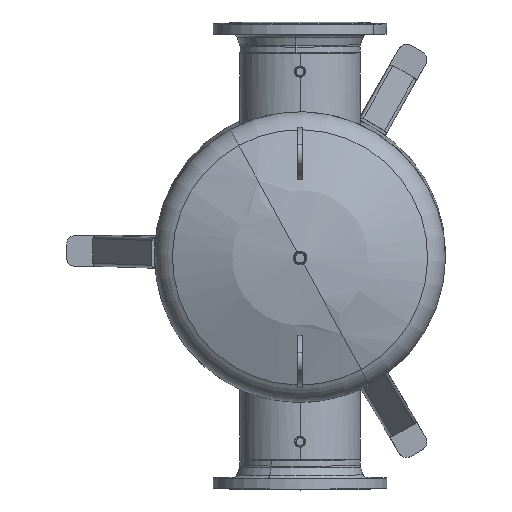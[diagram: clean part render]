
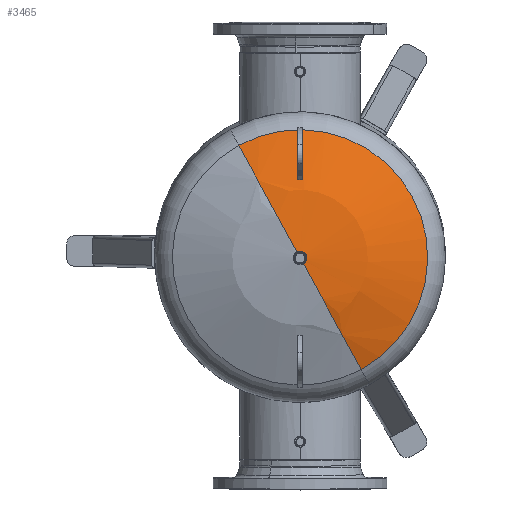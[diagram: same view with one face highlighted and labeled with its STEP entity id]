
A CAD part, top view. The second image highlights one B-rep face of the part: STEP entity #3465.
In plain terms, the highlighted spherical face has radius 652.4 mm.
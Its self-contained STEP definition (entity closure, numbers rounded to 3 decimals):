
#3363=CARTESIAN_POINT('Vertex',(-84.759,-901.528,332.633)) ;
#3366=CARTESIAN_POINT('Axis2P3D Location',(-223.771,-647.083,335.391)) ;
#3370=CARTESIAN_POINT('Vertex',(-362.783,-392.638,338.15)) ;
#3407=CARTESIAN_POINT('Axis2P3D Location',(-223.771,-640.748,-248.999)) ;
#3411=CARTESIAN_POINT('Vertex',(-228.925,-638.385,403.377)) ;
#3425=CARTESIAN_POINT('Vertex',(-218.617,-657.252,403.172)) ;
#3428=CARTESIAN_POINT('Axis2P3D Location',(-223.771,-640.748,-248.999)) ;
#3441=CARTESIAN_POINT('Axis2P3D Location',(-223.771,-640.748,-248.999)) ;
#3446=CARTESIAN_POINT('Axis2P3D Location',(-223.771,-647.819,403.275)) ;
#3450=CARTESIAN_POINT('Vertex',(-214.337,-652.972,403.219)) ;
#3453=CARTESIAN_POINT('Axis2P3D Location',(-223.771,-647.819,403.275)) ;
#3367=DIRECTION('Axis2P3D Direction',(0.,-0.011,1.)) ;
#3408=DIRECTION('Axis2P3D Direction',(0.878,0.479,0.005)) ;
#3429=DIRECTION('Axis2P3D Direction',(-0.878,-0.479,-0.005)) ;
#3442=DIRECTION('Axis2P3D Direction',(0.,-0.011,1.)) ;
#3443=DIRECTION('Axis2P3D XDirection',(-0.878,-0.479,-0.005)) ;
#3447=DIRECTION('Axis2P3D Direction',(0.,-0.011,1.)) ;
#3454=DIRECTION('Axis2P3D Direction',(0.,-0.011,1.)) ;
#3368=AXIS2_PLACEMENT_3D('Circle Axis2P3D',#3366,#3367,$) ;
#3409=AXIS2_PLACEMENT_3D('Circle Axis2P3D',#3407,#3408,$) ;
#3430=AXIS2_PLACEMENT_3D('Circle Axis2P3D',#3428,#3429,$) ;
#3444=AXIS2_PLACEMENT_3D('Sphere Axis2P3D',#3441,#3442,#3443) ;
#3448=AXIS2_PLACEMENT_3D('Circle Axis2P3D',#3446,#3447,$) ;
#3455=AXIS2_PLACEMENT_3D('Circle Axis2P3D',#3453,#3454,$) ;
#3459=ORIENTED_EDGE('',*,*,#3432,.T.) ;
#3460=ORIENTED_EDGE('',*,*,#3452,.T.) ;
#3461=ORIENTED_EDGE('',*,*,#3457,.T.) ;
#3462=ORIENTED_EDGE('',*,*,#3413,.T.) ;
#3463=ORIENTED_EDGE('',*,*,#3372,.F.) ;
#3465=ADVANCED_FACE('Sheet.3',(#3464),#3445,.F.) ;
#3369=CIRCLE('generated circle',#3368,289.956) ;
#3410=CIRCLE('generated circle',#3409,652.4) ;
#3431=CIRCLE('generated circle',#3430,652.4) ;
#3449=CIRCLE('generated circle',#3448,10.75) ;
#3456=CIRCLE('generated circle',#3455,10.75) ;
#3372=EDGE_CURVE('',#3364,#3371,#3369,.T.) ;
#3413=EDGE_CURVE('',#3412,#3371,#3410,.F.) ;
#3432=EDGE_CURVE('',#3364,#3426,#3431,.T.) ;
#3452=EDGE_CURVE('',#3426,#3451,#3449,.T.) ;
#3457=EDGE_CURVE('',#3451,#3412,#3456,.T.) ;
#3458=EDGE_LOOP('',(#3459,#3460,#3461,#3462,#3463)) ;
#3464=FACE_OUTER_BOUND('',#3458,.T.) ;
#3445=SPHERICAL_SURFACE('',#3444,652.4) ;
#3364=VERTEX_POINT('',#3363) ;
#3371=VERTEX_POINT('',#3370) ;
#3412=VERTEX_POINT('',#3411) ;
#3426=VERTEX_POINT('',#3425) ;
#3451=VERTEX_POINT('',#3450) ;
